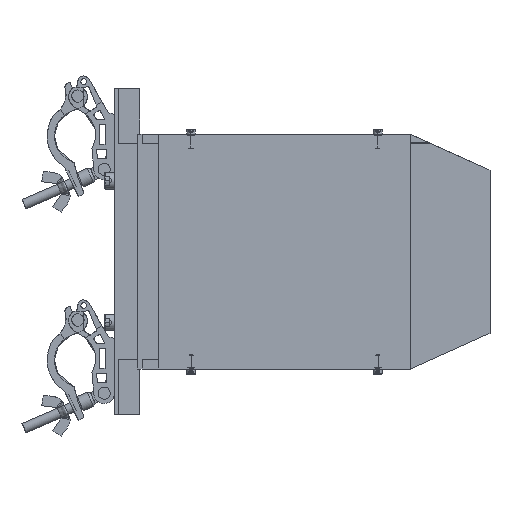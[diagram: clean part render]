
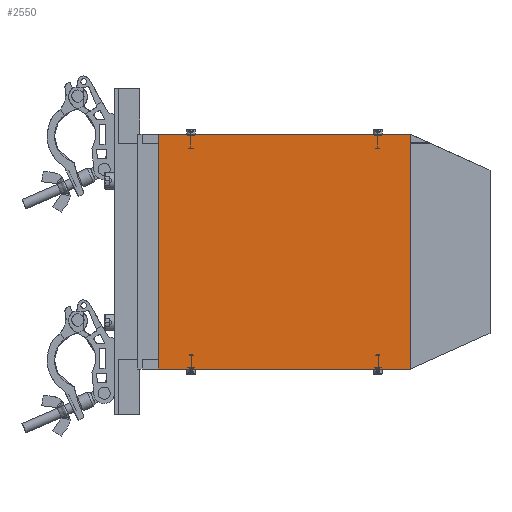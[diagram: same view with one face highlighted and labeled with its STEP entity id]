
A CAD part, left-side view. The second image highlights one B-rep face of the part: STEP entity #2550.
In plain terms, the highlighted planar face has unit normal (-1, 0, 0).
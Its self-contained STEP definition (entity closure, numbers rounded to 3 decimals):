
#2550 = ADVANCED_FACE ( 'NONE', ( #35691 ), #29110, .F. ) ;
#2670 = CARTESIAN_POINT ( 'NONE',  ( 75.063, 199.299, 303.274 ) ) ;
#3060 = AXIS2_PLACEMENT_3D ( 'NONE', #61989, #32384, #12548 ) ;
#3577 = EDGE_CURVE ( 'NONE', #37048, #47469, #32545, .T. ) ;
#5956 = VERTEX_POINT ( 'NONE', #2670 ) ;
#7393 = DIRECTION ( 'NONE',  ( 0., 0., -1. ) ) ;
#9875 = CARTESIAN_POINT ( 'NONE',  ( 75.063, 446.299, 303.274 ) ) ;
#11714 = VECTOR ( 'NONE', #16031, 1000. ) ;
#12548 = DIRECTION ( 'NONE',  ( 0., 1., 0. ) ) ;
#15100 = ORIENTED_EDGE ( 'NONE', *, *, #25122, .F. ) ;
#16031 = DIRECTION ( 'NONE',  ( 0., -1., 0. ) ) ;
#20393 = ORIENTED_EDGE ( 'NONE', *, *, #41720, .F. ) ;
#20852 = EDGE_LOOP ( 'NONE', ( #15100, #20393, #27293, #53685 ) ) ;
#22044 = VECTOR ( 'NONE', #38341, 1000. ) ;
#25122 = EDGE_CURVE ( 'NONE', #5956, #37048, #44939, .T. ) ;
#27293 = ORIENTED_EDGE ( 'NONE', *, *, #57874, .T. ) ;
#29110 = PLANE ( 'NONE',  #3060 ) ;
#30489 = CARTESIAN_POINT ( 'NONE',  ( 75.063, 446.299, 708.429 ) ) ;
#32384 = DIRECTION ( 'NONE',  ( 1., 0., 0. ) ) ;
#32545 = LINE ( 'NONE', #37487, #22044 ) ;
#33372 = CARTESIAN_POINT ( 'NONE',  ( 75.063, 446.299, 73.274 ) ) ;
#35691 = FACE_OUTER_BOUND ( 'NONE', #20852, .T. ) ;
#37048 = VERTEX_POINT ( 'NONE', #57268 ) ;
#37487 = CARTESIAN_POINT ( 'NONE',  ( 75.063, 446.299, 73.274 ) ) ;
#38341 = DIRECTION ( 'NONE',  ( 0., 1., 0. ) ) ;
#39557 = CARTESIAN_POINT ( 'NONE',  ( 75.063, 199.299, 708.429 ) ) ;
#41720 = EDGE_CURVE ( 'NONE', #51227, #5956, #47415, .T. ) ;
#44939 = LINE ( 'NONE', #39557, #60005 ) ;
#47415 = LINE ( 'NONE', #9875, #11714 ) ;
#47469 = VERTEX_POINT ( 'NONE', #33372 ) ;
#49831 = LINE ( 'NONE', #30489, #61988 ) ;
#51227 = VERTEX_POINT ( 'NONE', #76049 ) ;
#53685 = ORIENTED_EDGE ( 'NONE', *, *, #3577, .F. ) ;
#57268 = CARTESIAN_POINT ( 'NONE',  ( 75.063, 199.299, 73.274 ) ) ;
#57874 = EDGE_CURVE ( 'NONE', #51227, #47469, #49831, .T. ) ;
#60005 = VECTOR ( 'NONE', #7393, 1000. ) ;
#61988 = VECTOR ( 'NONE', #74860, 1000. ) ;
#61989 = CARTESIAN_POINT ( 'NONE',  ( 75.063, 446.299, 708.429 ) ) ;
#74860 = DIRECTION ( 'NONE',  ( 0., 0., -1. ) ) ;
#76049 = CARTESIAN_POINT ( 'NONE',  ( 75.063, 446.299, 303.274 ) ) ;
